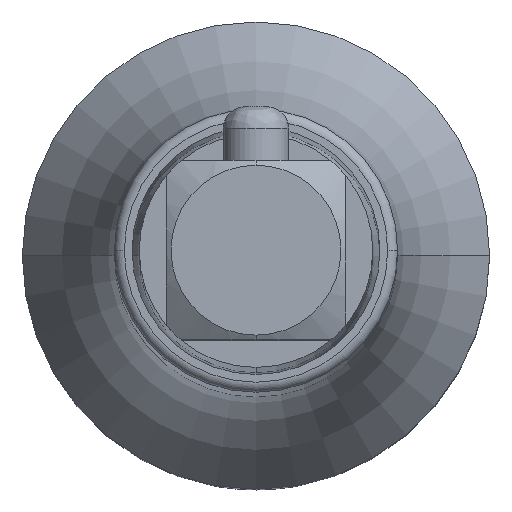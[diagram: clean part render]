
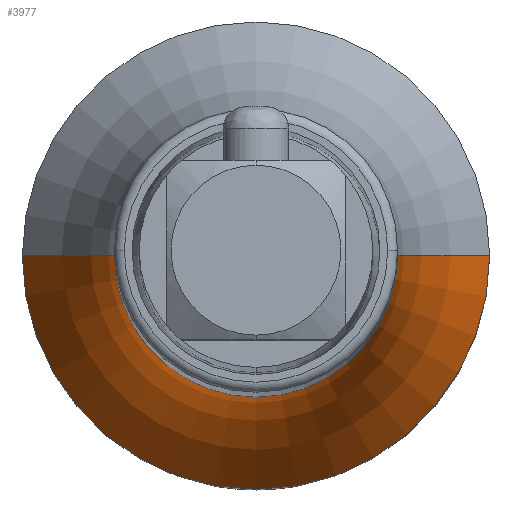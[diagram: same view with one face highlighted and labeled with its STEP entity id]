
A CAD part, top view. The second image highlights one B-rep face of the part: STEP entity #3977.
In plain terms, the highlighted toroidal (fillet/blend) face has major radius 40 mm and minor radius 30 mm.
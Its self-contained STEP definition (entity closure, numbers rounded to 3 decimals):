
#3453=CARTESIAN_POINT('',(0.,0.,27.2));
#3454=DIRECTION('',(0.,0.,1.));
#3455=DIRECTION('',(-1.,0.,0.));
#3456=AXIS2_PLACEMENT_3D('',#3453,#3454,#3455);
#3538=CARTESIAN_POINT('',(40.,0.,
45.848));
#3539=DIRECTION('',(0.,1.,0.));
#3540=DIRECTION('',(-0.783,0.,-0.622));
#3541=AXIS2_PLACEMENT_3D('',#3538,#3539,#3540);
#3546=CARTESIAN_POINT('',(-40.,0.,
45.848));
#3547=DIRECTION('',(0.,-1.,0.));
#3548=DIRECTION('',(0.783,0.,-0.622));
#3549=AXIS2_PLACEMENT_3D('',#3546,#3547,#3548);
#3562=CARTESIAN_POINT('',(0.,0.,45.848));
#3563=DIRECTION('',(0.,0.,1.));
#3564=DIRECTION('',(-1.,0.,0.));
#3565=AXIS2_PLACEMENT_3D('',#3562,#3563,#3564);
#3694=CARTESIAN_POINT('',(-16.5,0.,27.2));
#3695=CARTESIAN_POINT('',(16.5,0.,27.2));
#3696=VERTEX_POINT('',#3694);
#3697=VERTEX_POINT('',#3695);
#3698=CARTESIAN_POINT('',(-10.,0.,45.848));
#3699=CARTESIAN_POINT('',(10.,0.,45.848));
#3700=VERTEX_POINT('',#3698);
#3701=VERTEX_POINT('',#3699);
#3965=CARTESIAN_POINT('',(0.,0.,45.848));
#3966=DIRECTION('',(0.,0.,1.));
#3967=DIRECTION('',(-1.,0.,0.));
#3968=AXIS2_PLACEMENT_3D('',#3965,#3966,#3967);
#3969=TOROIDAL_SURFACE('',#3968,40.,30.);
#3970=ORIENTED_EDGE('',*,*,#3899,.F.);
#3971=ORIENTED_EDGE('',*,*,#3960,.T.);
#3973=ORIENTED_EDGE('',*,*,#3972,.T.);
#3974=ORIENTED_EDGE('',*,*,#3956,.F.);
#3975=EDGE_LOOP('',(#3970,#3971,#3973,#3974));
#3976=FACE_OUTER_BOUND('',#3975,.F.);
#3977=ADVANCED_FACE('',(#3976),#3969,.F.);
#3457=CIRCLE('',#3456,16.5);
#3542=CIRCLE('',#3541,30.);
#3550=CIRCLE('',#3549,30.);
#3566=CIRCLE('',#3565,10.);
#3899=EDGE_CURVE('',#3696,#3697,#3457,.T.);
#3956=EDGE_CURVE('',#3697,#3701,#3542,.T.);
#3960=EDGE_CURVE('',#3696,#3700,#3550,.T.);
#3972=EDGE_CURVE('',#3700,#3701,#3566,.T.);
